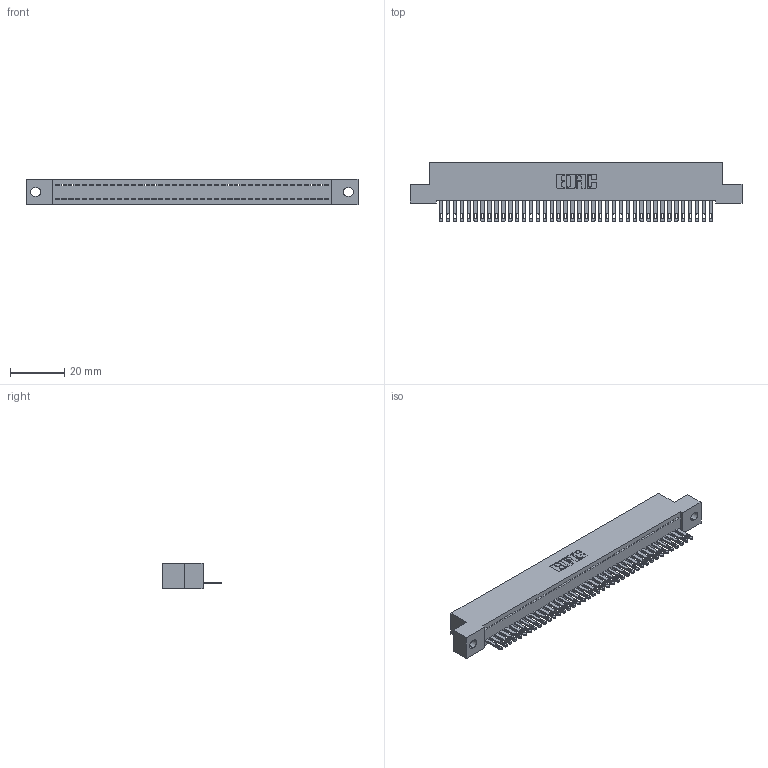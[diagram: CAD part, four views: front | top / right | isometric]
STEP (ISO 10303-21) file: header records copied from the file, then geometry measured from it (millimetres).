
FILE_DESCRIPTION (( 'STEP AP203' ), '1' );
FILE_NAME ('892-040-500-102.STEP', '2020-09-21T16:21:56', ( '' ), ( '' ), 'SwSTEP 2.0', 'SolidWorks 2020', '' );
FILE_SCHEMA (( 'CONFIG_CONTROL_DESIGN' ));
Length unit declared in the file: inch
Products named in the file (3): 842 Part_.128 Slot; 345-292-001_345-293-100; 892-040-500-102
Assembly tree (41 placements, depth 2):
  892-040-500-102
    842 Part_.128 Slot
    345-292-001_345-293-100  x40
Bounding box: 121.92 x 21.85 x 9.4 mm (x, y, z)
Volume: 10655.2 mm3; surface area: 15447.7 mm2
Topology: 41 solids, 41 shells, 2274 faces, 7031 edges, 4686 vertices
Faces by surface type: plane 1510, cylinder 764
Entity records: 24645 total; most frequent: CARTESIAN_POINT 4258, ORIENTED_EDGE 4234, DIRECTION 3597, EDGE_CURVE 2117, VECTOR 1985, LINE 1985, VERTEX_POINT 1410, AXIS2_PLACEMENT_3D 806
